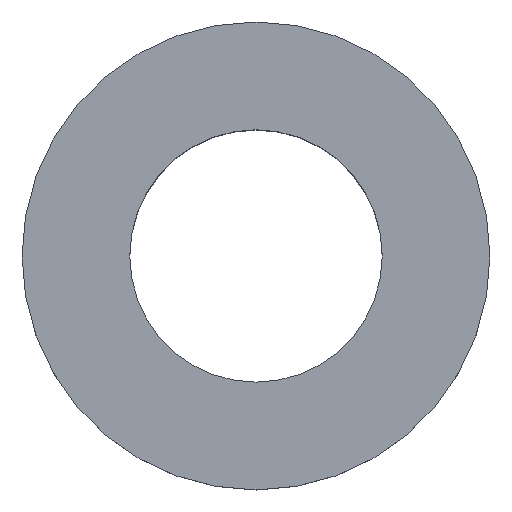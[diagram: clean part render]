
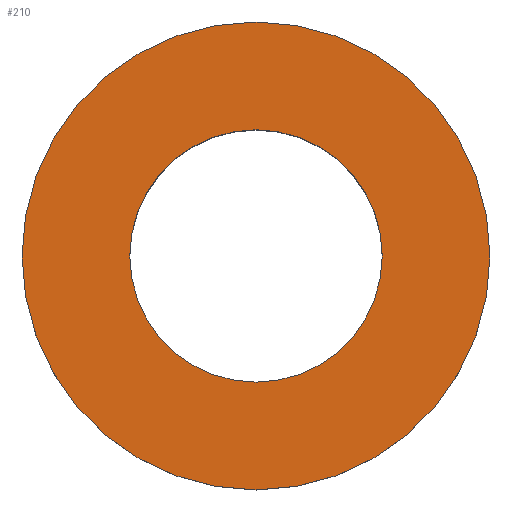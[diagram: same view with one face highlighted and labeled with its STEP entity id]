
A CAD part, top view. The second image highlights one B-rep face of the part: STEP entity #210.
In plain terms, the highlighted planar face has unit normal (0, 0, 1).
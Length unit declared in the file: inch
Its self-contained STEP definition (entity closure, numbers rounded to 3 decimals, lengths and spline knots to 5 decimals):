
#8 = DIRECTION ( 'NONE',  ( -1., 0., 0. ) ) ;
#11 = CIRCLE ( 'NONE', #219, 0.20227 ) ;
#25 = CARTESIAN_POINT ( 'NONE',  ( -0.20227, 0., 0.15625 ) ) ;
#29 = CARTESIAN_POINT ( 'NONE',  ( 0., 0., 0.15625 ) ) ;
#48 = AXIS2_PLACEMENT_3D ( 'NONE', #166, #125, #252 ) ;
#53 = ORIENTED_EDGE ( 'NONE', *, *, #216, .F. ) ;
#58 = CARTESIAN_POINT ( 'NONE',  ( 0.20227, 0., 0.15625 ) ) ;
#66 = CIRCLE ( 'NONE', #48, 0.375 ) ;
#68 = ORIENTED_EDGE ( 'NONE', *, *, #265, .T. ) ;
#70 = EDGE_LOOP ( 'NONE', ( #68, #121 ) ) ;
#73 = CARTESIAN_POINT ( 'NONE',  ( 0., 0.20227, 0.15625 ) ) ;
#75 = VERTEX_POINT ( 'NONE', #58 ) ;
#86 = FACE_OUTER_BOUND ( 'NONE', #143, .T. ) ;
#92 = EDGE_CURVE ( 'NONE', #182, #235, #183, .T. ) ;
#107 = CIRCLE ( 'NONE', #261, 0.20227 ) ;
#117 = DIRECTION ( 'NONE',  ( 0., 0., -1. ) ) ;
#121 = ORIENTED_EDGE ( 'NONE', *, *, #248, .T. ) ;
#125 = DIRECTION ( 'NONE',  ( 0., 0., -1. ) ) ;
#143 = EDGE_LOOP ( 'NONE', ( #53, #285 ) ) ;
#160 = CARTESIAN_POINT ( 'NONE',  ( 0.375, 0., 0.15625 ) ) ;
#166 = CARTESIAN_POINT ( 'NONE',  ( 0., 0., 0.15625 ) ) ;
#178 = DIRECTION ( 'NONE',  ( 0., 0., -1. ) ) ;
#182 = VERTEX_POINT ( 'NONE', #160 ) ;
#183 = CIRCLE ( 'NONE', #204, 0.375 ) ;
#197 = CARTESIAN_POINT ( 'NONE',  ( 0., 0., 0.15625 ) ) ;
#204 = AXIS2_PLACEMENT_3D ( 'NONE', #197, #178, #8 ) ;
#210 = ADVANCED_FACE ( 'NONE', ( #295, #86 ), #220, .T. ) ;
#215 = DIRECTION ( 'NONE',  ( -1., 0., 0. ) ) ;
#216 = EDGE_CURVE ( 'NONE', #235, #182, #66, .T. ) ;
#219 = AXIS2_PLACEMENT_3D ( 'NONE', #279, #280, #302 ) ;
#220 = PLANE ( 'NONE',  #221 ) ;
#221 = AXIS2_PLACEMENT_3D ( 'NONE', #73, #223, #255 ) ;
#223 = DIRECTION ( 'NONE',  ( 0., 0., 1. ) ) ;
#235 = VERTEX_POINT ( 'NONE', #272 ) ;
#239 = VERTEX_POINT ( 'NONE', #25 ) ;
#248 = EDGE_CURVE ( 'NONE', #75, #239, #11, .T. ) ;
#252 = DIRECTION ( 'NONE',  ( -1., 0., 0. ) ) ;
#255 = DIRECTION ( 'NONE',  ( 1., 0., 0. ) ) ;
#261 = AXIS2_PLACEMENT_3D ( 'NONE', #29, #117, #215 ) ;
#265 = EDGE_CURVE ( 'NONE', #239, #75, #107, .T. ) ;
#272 = CARTESIAN_POINT ( 'NONE',  ( -0.375, 0., 0.15625 ) ) ;
#279 = CARTESIAN_POINT ( 'NONE',  ( 0., 0., 0.15625 ) ) ;
#280 = DIRECTION ( 'NONE',  ( 0., 0., -1. ) ) ;
#285 = ORIENTED_EDGE ( 'NONE', *, *, #92, .F. ) ;
#295 = FACE_BOUND ( 'NONE', #70, .T. ) ;
#302 = DIRECTION ( 'NONE',  ( -1., 0., 0. ) ) ;
